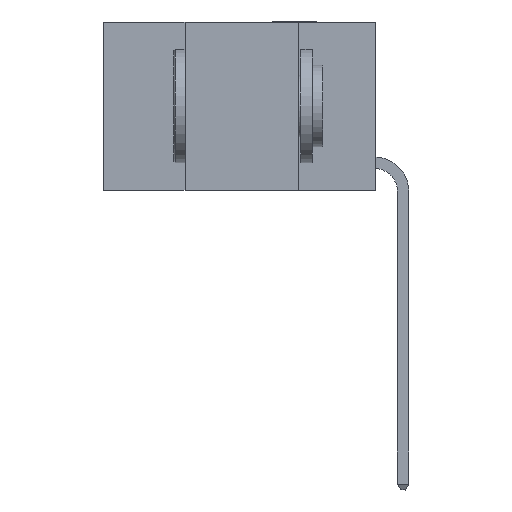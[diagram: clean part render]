
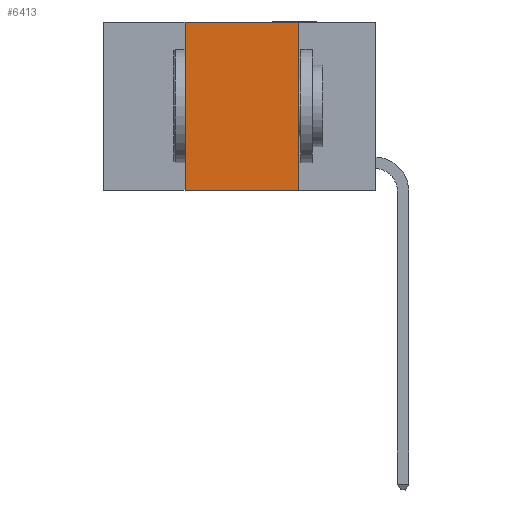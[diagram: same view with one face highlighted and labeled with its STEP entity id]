
A CAD part, left-side view. The second image highlights one B-rep face of the part: STEP entity #6413.
In plain terms, the highlighted planar face has unit normal (-1, 0, 0).
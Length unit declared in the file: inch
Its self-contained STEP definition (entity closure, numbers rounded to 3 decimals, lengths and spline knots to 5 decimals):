
#278 = EDGE_CURVE ( 'NONE', #8703, #5214, #4856, .T. ) ;
#453 = CARTESIAN_POINT ( 'NONE',  ( 0., 0.6, 0. ) ) ;
#779 = CARTESIAN_POINT ( 'NONE',  ( 0., 0.42, 0. ) ) ;
#794 = VECTOR ( 'NONE', #3410, 39.37008 ) ;
#1317 = EDGE_CURVE ( 'NONE', #5214, #7090, #9419, .T. ) ;
#2024 = CARTESIAN_POINT ( 'NONE',  ( 0., 0.6, 0. ) ) ;
#2708 = DIRECTION ( 'NONE',  ( 0., 0., 1. ) ) ;
#2890 = DIRECTION ( 'NONE',  ( 1., 0., 0. ) ) ;
#3137 = LINE ( 'NONE', #6751, #794 ) ;
#3193 = FACE_OUTER_BOUND ( 'NONE', #9978, .T. ) ;
#3371 = VERTEX_POINT ( 'NONE', #3499 ) ;
#3410 = DIRECTION ( 'NONE',  ( 0., -1., 0. ) ) ;
#3499 = CARTESIAN_POINT ( 'NONE',  ( 0., 0.42, -0.37 ) ) ;
#4241 = LINE ( 'NONE', #9468, #6474 ) ;
#4555 = AXIS2_PLACEMENT_3D ( 'NONE', #2024, #2890, #8787 ) ;
#4856 = LINE ( 'NONE', #453, #8808 ) ;
#4903 = DIRECTION ( 'NONE',  ( 0., -1., 0. ) ) ;
#5214 = VERTEX_POINT ( 'NONE', #5215 ) ;
#5215 = CARTESIAN_POINT ( 'NONE',  ( 0., 0.17, 0. ) ) ;
#6315 = EDGE_CURVE ( 'NONE', #3371, #8703, #4241, .T. ) ;
#6413 = ADVANCED_FACE ( 'NONE', ( #3193 ), #7934, .F. ) ;
#6474 = VECTOR ( 'NONE', #2708, 39.37008 ) ;
#6751 = CARTESIAN_POINT ( 'NONE',  ( 0., 0.6, -0.37 ) ) ;
#7090 = VERTEX_POINT ( 'NONE', #9772 ) ;
#7211 = VECTOR ( 'NONE', #10359, 39.37008 ) ;
#7438 = ORIENTED_EDGE ( 'NONE', *, *, #1317, .F. ) ;
#7537 = ORIENTED_EDGE ( 'NONE', *, *, #6315, .F. ) ;
#7934 = PLANE ( 'NONE',  #4555 ) ;
#8161 = ORIENTED_EDGE ( 'NONE', *, *, #9331, .T. ) ;
#8364 = ORIENTED_EDGE ( 'NONE', *, *, #278, .F. ) ;
#8703 = VERTEX_POINT ( 'NONE', #779 ) ;
#8787 = DIRECTION ( 'NONE',  ( 0., 0., -1. ) ) ;
#8808 = VECTOR ( 'NONE', #4903, 39.37008 ) ;
#9331 = EDGE_CURVE ( 'NONE', #3371, #7090, #3137, .T. ) ;
#9419 = LINE ( 'NONE', #9520, #7211 ) ;
#9468 = CARTESIAN_POINT ( 'NONE',  ( 0., 0.42, 0. ) ) ;
#9520 = CARTESIAN_POINT ( 'NONE',  ( 0., 0.17, 0. ) ) ;
#9772 = CARTESIAN_POINT ( 'NONE',  ( 0., 0.17, -0.37 ) ) ;
#9978 = EDGE_LOOP ( 'NONE', ( #7438, #8364, #7537, #8161 ) ) ;
#10359 = DIRECTION ( 'NONE',  ( 0., 0., -1. ) ) ;
